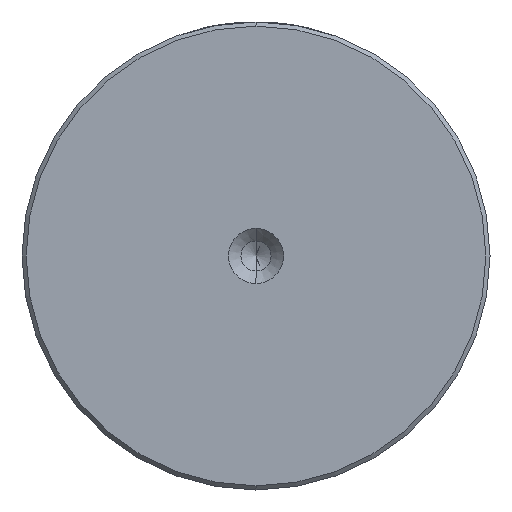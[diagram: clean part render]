
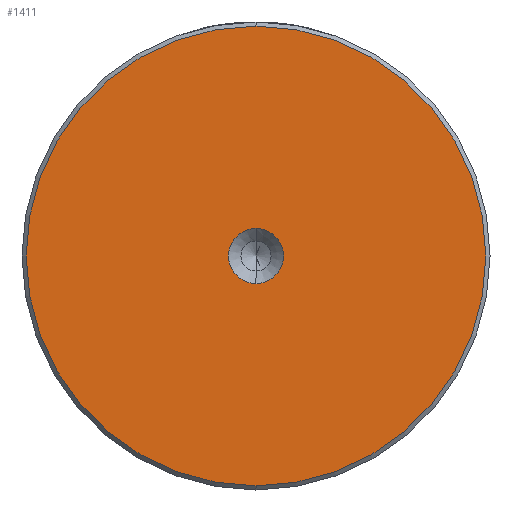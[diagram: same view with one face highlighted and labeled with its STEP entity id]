
A CAD part, left-side view. The second image highlights one B-rep face of the part: STEP entity #1411.
In plain terms, the highlighted planar face has unit normal (-1, 0, 0).
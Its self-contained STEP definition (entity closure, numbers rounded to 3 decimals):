
#41 = PLANE ( 'NONE',  #2336 ) ;
#86 = EDGE_LOOP ( 'NONE', ( #779, #2829 ) ) ;
#350 = DIRECTION ( 'NONE',  ( -1., 0., 0. ) ) ;
#367 = DIRECTION ( 'NONE',  ( -1., 0., 0. ) ) ;
#579 = CARTESIAN_POINT ( 'NONE',  ( 0., 0., 3.3 ) ) ;
#606 = AXIS2_PLACEMENT_3D ( 'NONE', #1849, #350, #2097 ) ;
#655 = FACE_BOUND ( 'NONE', #2823, .T. ) ;
#689 = VERTEX_POINT ( 'NONE', #579 ) ;
#779 = ORIENTED_EDGE ( 'NONE', *, *, #1442, .T. ) ;
#895 = VERTEX_POINT ( 'NONE', #1353 ) ;
#985 = ORIENTED_EDGE ( 'NONE', *, *, #3087, .F. ) ;
#1106 = AXIS2_PLACEMENT_3D ( 'NONE', #2879, #1412, #3122 ) ;
#1299 = CARTESIAN_POINT ( 'NONE',  ( 0., 0., 0. ) ) ;
#1353 = CARTESIAN_POINT ( 'NONE',  ( 0., 0., 27.5 ) ) ;
#1369 = DIRECTION ( 'NONE',  ( -1., 0., 0. ) ) ;
#1411 = ADVANCED_FACE ( 'NONE', ( #2545, #655 ), #41, .T. ) ;
#1412 = DIRECTION ( 'NONE',  ( -1., 0., 0. ) ) ;
#1442 = EDGE_CURVE ( 'NONE', #3160, #895, #2469, .T. ) ;
#1544 = DIRECTION ( 'NONE',  ( 0., 0., 1. ) ) ;
#1562 = EDGE_CURVE ( 'NONE', #895, #3160, #2885, .T. ) ;
#1646 = CARTESIAN_POINT ( 'NONE',  ( 0., 0., -27.5 ) ) ;
#1648 = CIRCLE ( 'NONE', #2506, 3.3 ) ;
#1849 = CARTESIAN_POINT ( 'NONE',  ( 0., 0., 0. ) ) ;
#1869 = CARTESIAN_POINT ( 'NONE',  ( 0., 0., 0. ) ) ;
#1928 = EDGE_CURVE ( 'NONE', #2968, #689, #2656, .T. ) ;
#2097 = DIRECTION ( 'NONE',  ( 0., 0., 1. ) ) ;
#2120 = DIRECTION ( 'NONE',  ( 0., 0., 1. ) ) ;
#2209 = ORIENTED_EDGE ( 'NONE', *, *, #1928, .F. ) ;
#2336 = AXIS2_PLACEMENT_3D ( 'NONE', #1299, #3012, #1544 ) ;
#2469 = CIRCLE ( 'NONE', #2819, 27.5 ) ;
#2506 = AXIS2_PLACEMENT_3D ( 'NONE', #1869, #367, #2120 ) ;
#2545 = FACE_OUTER_BOUND ( 'NONE', #86, .T. ) ;
#2568 = CARTESIAN_POINT ( 'NONE',  ( 0., 0., -3.3 ) ) ;
#2656 = CIRCLE ( 'NONE', #606, 3.3 ) ;
#2819 = AXIS2_PLACEMENT_3D ( 'NONE', #2840, #1369, #3085 ) ;
#2823 = EDGE_LOOP ( 'NONE', ( #985, #2209 ) ) ;
#2829 = ORIENTED_EDGE ( 'NONE', *, *, #1562, .T. ) ;
#2840 = CARTESIAN_POINT ( 'NONE',  ( 0., 0., 0. ) ) ;
#2879 = CARTESIAN_POINT ( 'NONE',  ( 0., 0., 0. ) ) ;
#2885 = CIRCLE ( 'NONE', #1106, 27.5 ) ;
#2968 = VERTEX_POINT ( 'NONE', #2568 ) ;
#3012 = DIRECTION ( 'NONE',  ( -1., 0., 0. ) ) ;
#3085 = DIRECTION ( 'NONE',  ( 0., 0., 1. ) ) ;
#3087 = EDGE_CURVE ( 'NONE', #689, #2968, #1648, .T. ) ;
#3122 = DIRECTION ( 'NONE',  ( 0., 0., 1. ) ) ;
#3160 = VERTEX_POINT ( 'NONE', #1646 ) ;
